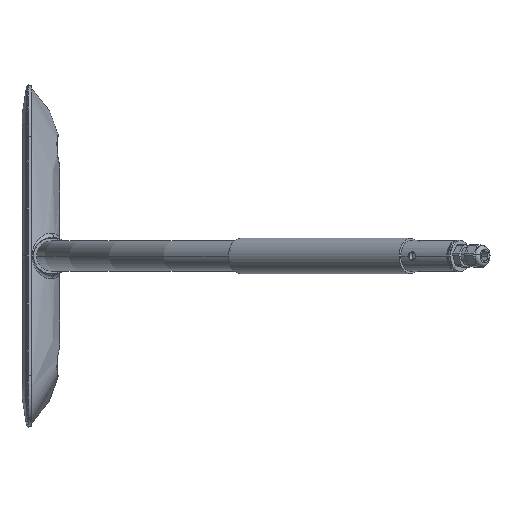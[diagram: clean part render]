
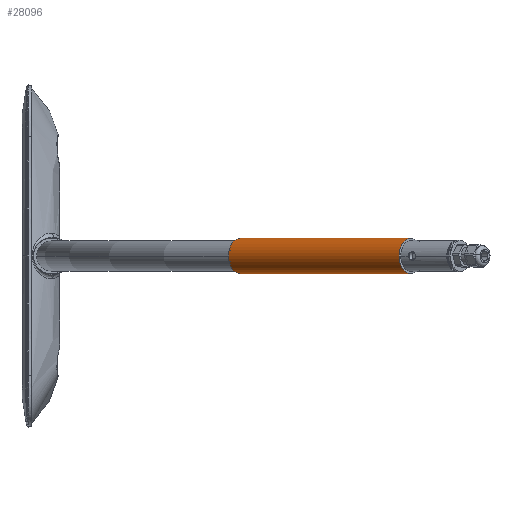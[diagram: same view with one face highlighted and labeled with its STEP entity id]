
A CAD part, front view. The second image highlights one B-rep face of the part: STEP entity #28096.
In plain terms, the highlighted cylindrical face has radius 12.5 mm (diameter 25 mm), a partial arc.
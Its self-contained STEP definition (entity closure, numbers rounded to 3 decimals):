
#1245 = EDGE_LOOP ( 'NONE', ( #1842, #1612, #27128, #1725 ) ) ;
#1612 = ORIENTED_EDGE ( 'NONE', *, *, #13948, .F. ) ;
#1725 = ORIENTED_EDGE ( 'NONE', *, *, #13478, .T. ) ;
#1842 = ORIENTED_EDGE ( 'NONE', *, *, #13105, .F. ) ;
#2394 = CARTESIAN_POINT ( 'NONE',  ( 145.487, -433.403, 0. ) ) ;
#2563 = DIRECTION ( 'NONE',  ( 0.766, -0.643, 0. ) ) ;
#2586 = DIRECTION ( 'NONE',  ( 0., 0., -1. ) ) ;
#3442 = CIRCLE ( 'NONE', #13955, 12.5 ) ;
#3697 = VECTOR ( 'NONE', #8386, 1000. ) ;
#3774 = FACE_OUTER_BOUND ( 'NONE', #1245, .T. ) ;
#3855 = CIRCLE ( 'NONE', #12374, 12.5 ) ;
#3915 = LINE ( 'NONE', #8437, #3697 ) ;
#3951 = LINE ( 'NONE', #12673, #3967 ) ;
#3967 = VECTOR ( 'NONE', #12618, 1000. ) ;
#4311 = CYLINDRICAL_SURFACE ( 'NONE', #5296, 12.5 ) ;
#5296 = AXIS2_PLACEMENT_3D ( 'NONE', #6112, #6638, #5992 ) ;
#5992 = DIRECTION ( 'NONE',  ( 0., 0., 1. ) ) ;
#6112 = CARTESIAN_POINT ( 'NONE',  ( 260.394, -529.821, 0. ) ) ;
#6638 = DIRECTION ( 'NONE',  ( -0.766, 0.643, 0. ) ) ;
#8386 = DIRECTION ( 'NONE',  ( -0.766, 0.643, 0. ) ) ;
#8437 = CARTESIAN_POINT ( 'NONE',  ( 260.394, -529.821, -12.5 ) ) ;
#8450 = CARTESIAN_POINT ( 'NONE',  ( 145.487, -433.403, -12.5 ) ) ;
#8650 = CARTESIAN_POINT ( 'NONE',  ( 145.487, -433.403, 12.5 ) ) ;
#8840 = CARTESIAN_POINT ( 'NONE',  ( 264.224, -533.035, 12.5 ) ) ;
#8918 = CARTESIAN_POINT ( 'NONE',  ( 264.224, -533.035, -12.5 ) ) ;
#12374 = AXIS2_PLACEMENT_3D ( 'NONE', #17738, #18234, #18232 ) ;
#12618 = DIRECTION ( 'NONE',  ( -0.766, 0.643, 0. ) ) ;
#12673 = CARTESIAN_POINT ( 'NONE',  ( 260.394, -529.821, 12.5 ) ) ;
#13105 = EDGE_CURVE ( 'NONE', #26620, #26730, #3915, .T. ) ;
#13478 = EDGE_CURVE ( 'NONE', #26401, #26730, #3442, .T. ) ;
#13948 = EDGE_CURVE ( 'NONE', #27027, #26620, #3855, .T. ) ;
#13955 = AXIS2_PLACEMENT_3D ( 'NONE', #2394, #2563, #2586 ) ;
#14097 = EDGE_CURVE ( 'NONE', #27027, #26401, #3951, .T. ) ;
#17738 = CARTESIAN_POINT ( 'NONE',  ( 264.224, -533.035, 0. ) ) ;
#18232 = DIRECTION ( 'NONE',  ( -0.643, -0.766, 0. ) ) ;
#18234 = DIRECTION ( 'NONE',  ( 0.766, -0.643, 0. ) ) ;
#26401 = VERTEX_POINT ( 'NONE', #8650 ) ;
#26620 = VERTEX_POINT ( 'NONE', #8918 ) ;
#26730 = VERTEX_POINT ( 'NONE', #8450 ) ;
#27027 = VERTEX_POINT ( 'NONE', #8840 ) ;
#27128 = ORIENTED_EDGE ( 'NONE', *, *, #14097, .T. ) ;
#28096 = ADVANCED_FACE ( 'NONE', ( #3774 ), #4311, .T. ) ;
